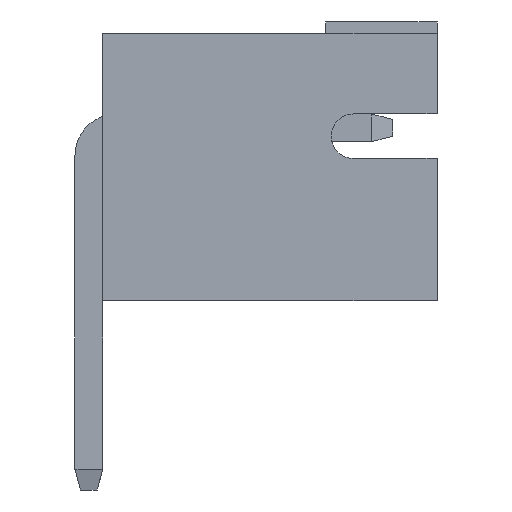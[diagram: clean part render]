
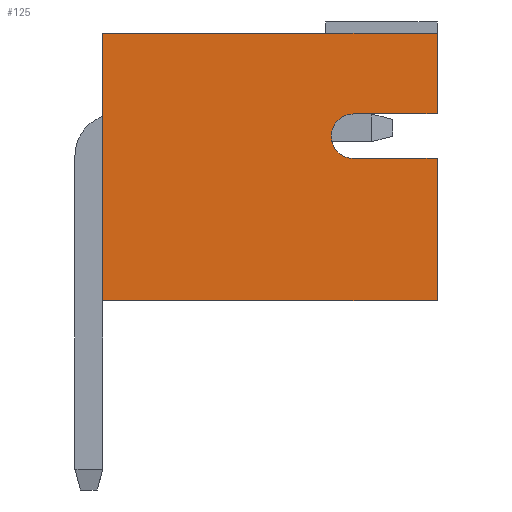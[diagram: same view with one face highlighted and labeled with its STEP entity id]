
A CAD part, left-side view. The second image highlights one B-rep face of the part: STEP entity #125.
In plain terms, the highlighted planar face has unit normal (-1, 0, 0).
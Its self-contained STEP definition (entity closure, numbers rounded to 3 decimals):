
#125=ADVANCED_FACE('',(#2764),#2766,.T.);
#2764=FACE_BOUND('',#2765,.T.);
#2765=EDGE_LOOP('',(#4902,#4903,#4904,#4905,#4906,#4907,#4908,#4909));
#2766=PLANE('',#2767);
#2767=AXIS2_PLACEMENT_3D('',#2768,#2769,#2770);
#2768=CARTESIAN_POINT('',(-1.95,0.,0.));
#2769=DIRECTION('',(-1.,0.,0.));
#2770=DIRECTION('',(0.,0.,1.));
#4902=ORIENTED_EDGE('',*,*,#6383,.T.);
#4903=ORIENTED_EDGE('',*,*,#6315,.T.);
#4904=ORIENTED_EDGE('',*,*,#6377,.T.);
#4905=ORIENTED_EDGE('',*,*,#6384,.T.);
#4906=ORIENTED_EDGE('',*,*,#6385,.T.);
#4907=ORIENTED_EDGE('',*,*,#6386,.T.);
#4908=ORIENTED_EDGE('',*,*,#6387,.T.);
#4909=ORIENTED_EDGE('',*,*,#6388,.T.);
#6315=EDGE_CURVE('',#7070,#7068,#7071,.T.);
#6377=EDGE_CURVE('',#7068,#7188,#7190,.T.);
#6383=EDGE_CURVE('',#7198,#7070,#7199,.F.);
#6384=EDGE_CURVE('',#7188,#7200,#7201,.T.);
#6385=EDGE_CURVE('',#7200,#7202,#7203,.T.);
#6386=EDGE_CURVE('',#7202,#7204,#7205,.T.);
#6387=EDGE_CURVE('',#7204,#7206,#7207,.F.);
#6388=EDGE_CURVE('',#7206,#7198,#7208,.F.);
#7068=VERTEX_POINT('',#8297);
#7070=VERTEX_POINT('',#8301);
#7071=LINE('',#8302,#8303);
#7188=VERTEX_POINT('',#8541);
#7190=LINE('',#8545,#8546);
#7198=VERTEX_POINT('',#8565);
#7199=LINE('',#8566,#8567);
#7200=VERTEX_POINT('',#8569);
#7201=LINE('',#8570,#8571);
#7202=VERTEX_POINT('',#8573);
#7203=LINE('',#8574,#8575);
#7204=VERTEX_POINT('',#8577);
#7205=LINE('',#8578,#8579);
#7206=VERTEX_POINT('',#8581);
#7207=LINE('',#8582,#8583);
#7208=CIRCLE('',#8585,0.4);
#8297=CARTESIAN_POINT('',(-1.95,-6.25,4.8));
#8301=CARTESIAN_POINT('',(-1.95,-6.25,3.35));
#8302=CARTESIAN_POINT('',(-1.95,-6.25,3.35));
#8303=VECTOR('',#8304,1.);
#8304=DIRECTION('',(0.,0.,1.));
#8541=CARTESIAN_POINT('',(-1.95,-0.25,4.8));
#8545=CARTESIAN_POINT('',(-1.95,-6.25,4.8));
#8546=VECTOR('',#8547,1.);
#8547=DIRECTION('',(0.,1.,0.));
#8565=CARTESIAN_POINT('',(-1.95,-4.75,3.35));
#8566=CARTESIAN_POINT('',(-1.95,-6.25,3.35));
#8567=VECTOR('',#8568,1.);
#8568=DIRECTION('',(0.,1.,0.));
#8569=CARTESIAN_POINT('',(-1.95,-0.25,0.));
#8570=CARTESIAN_POINT('',(-1.95,-0.25,4.8));
#8571=VECTOR('',#8572,1.);
#8572=DIRECTION('',(0.,0.,-1.));
#8573=CARTESIAN_POINT('',(-1.95,-6.25,0.));
#8574=CARTESIAN_POINT('',(-1.95,-0.25,0.));
#8575=VECTOR('',#8576,1.);
#8576=DIRECTION('',(0.,-1.,0.));
#8577=CARTESIAN_POINT('',(-1.95,-6.25,2.55));
#8578=CARTESIAN_POINT('',(-1.95,-6.25,0.));
#8579=VECTOR('',#8580,1.);
#8580=DIRECTION('',(0.,0.,1.));
#8581=CARTESIAN_POINT('',(-1.95,-4.75,2.55));
#8582=CARTESIAN_POINT('',(-1.95,-4.75,2.55));
#8583=VECTOR('',#8584,1.);
#8584=DIRECTION('',(0.,-1.,0.));
#8585=AXIS2_PLACEMENT_3D('',#8586,#8587,#8588);
#8586=CARTESIAN_POINT('',(-1.95,-4.75,2.95));
#8587=DIRECTION('',(-1.,0.,0.));
#8588=DIRECTION('',(0.,0.,1.));
